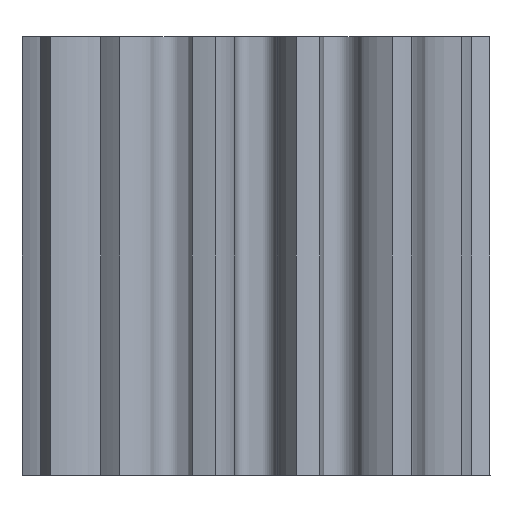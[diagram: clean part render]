
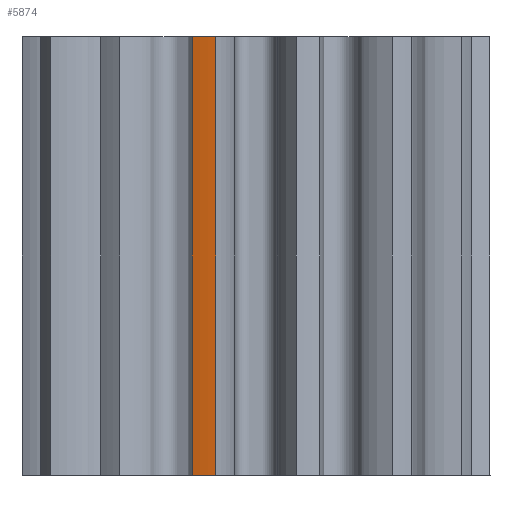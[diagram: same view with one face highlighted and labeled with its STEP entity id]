
A CAD part, left-side view. The second image highlights one B-rep face of the part: STEP entity #5874.
In plain terms, the highlighted cylindrical face has radius 10.16 mm (diameter 20.32 mm), a partial arc.
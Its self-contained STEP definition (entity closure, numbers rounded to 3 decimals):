
#908 = DIRECTION ( 'NONE',  ( 0., 0., 1. ) ) ;
#1024 = EDGE_CURVE ( 'NONE', #3524, #2346, #4582, .T. ) ;
#1304 = DIRECTION ( 'NONE',  ( 1., 0., 0. ) ) ;
#1357 = CARTESIAN_POINT ( 'NONE',  ( -9.778, 2.76, -9.525 ) ) ;
#1600 = CYLINDRICAL_SURFACE ( 'NONE', #2202, 10.16 ) ;
#1889 = DIRECTION ( 'NONE',  ( 1., 0., 0. ) ) ;
#1962 = CARTESIAN_POINT ( 'NONE',  ( 0., 0., -9.525 ) ) ;
#2202 = AXIS2_PLACEMENT_3D ( 'NONE', #4936, #3062, #7475 ) ;
#2346 = VERTEX_POINT ( 'NONE', #3111 ) ;
#2389 = CIRCLE ( 'NONE', #5947, 10.16 ) ;
#2985 = VECTOR ( 'NONE', #908, 1000. ) ;
#3062 = DIRECTION ( 'NONE',  ( 0., 0., 1. ) ) ;
#3111 = CARTESIAN_POINT ( 'NONE',  ( -10.007, 1.756, 9.525 ) ) ;
#3247 = VERTEX_POINT ( 'NONE', #4262 ) ;
#3524 = VERTEX_POINT ( 'NONE', #4904 ) ;
#3671 = AXIS2_PLACEMENT_3D ( 'NONE', #6965, #6311, #1889 ) ;
#4262 = CARTESIAN_POINT ( 'NONE',  ( -10.007, 1.756, -9.525 ) ) ;
#4380 = ORIENTED_EDGE ( 'NONE', *, *, #5032, .T. ) ;
#4436 = DIRECTION ( 'NONE',  ( 0., 0., 1. ) ) ;
#4582 = CIRCLE ( 'NONE', #3671, 10.16 ) ;
#4719 = CARTESIAN_POINT ( 'NONE',  ( -9.778, 2.76, -9.525 ) ) ;
#4759 = LINE ( 'NONE', #4719, #7038 ) ;
#4904 = CARTESIAN_POINT ( 'NONE',  ( -9.778, 2.76, 9.525 ) ) ;
#4936 = CARTESIAN_POINT ( 'NONE',  ( 0., 0., 0. ) ) ;
#5032 = EDGE_CURVE ( 'NONE', #3524, #7379, #4759, .T. ) ;
#5248 = EDGE_CURVE ( 'NONE', #3247, #2346, #7725, .T. ) ;
#5874 = ADVANCED_FACE ( 'NONE', ( #8007 ), #1600, .T. ) ;
#5947 = AXIS2_PLACEMENT_3D ( 'NONE', #1962, #4436, #1304 ) ;
#6311 = DIRECTION ( 'NONE',  ( 0., 0., 1. ) ) ;
#6473 = ORIENTED_EDGE ( 'NONE', *, *, #5248, .T. ) ;
#6965 = CARTESIAN_POINT ( 'NONE',  ( 0., 0., 9.525 ) ) ;
#6991 = ORIENTED_EDGE ( 'NONE', *, *, #1024, .F. ) ;
#7038 = VECTOR ( 'NONE', #7351, 1000. ) ;
#7169 = ORIENTED_EDGE ( 'NONE', *, *, #7301, .T. ) ;
#7301 = EDGE_CURVE ( 'NONE', #7379, #3247, #2389, .T. ) ;
#7351 = DIRECTION ( 'NONE',  ( 0., 0., -1. ) ) ;
#7379 = VERTEX_POINT ( 'NONE', #1357 ) ;
#7475 = DIRECTION ( 'NONE',  ( 1., 0., 0. ) ) ;
#7725 = LINE ( 'NONE', #7794, #2985 ) ;
#7794 = CARTESIAN_POINT ( 'NONE',  ( -10.007, 1.756, -9.525 ) ) ;
#7855 = EDGE_LOOP ( 'NONE', ( #6991, #4380, #7169, #6473 ) ) ;
#8007 = FACE_OUTER_BOUND ( 'NONE', #7855, .T. ) ;
